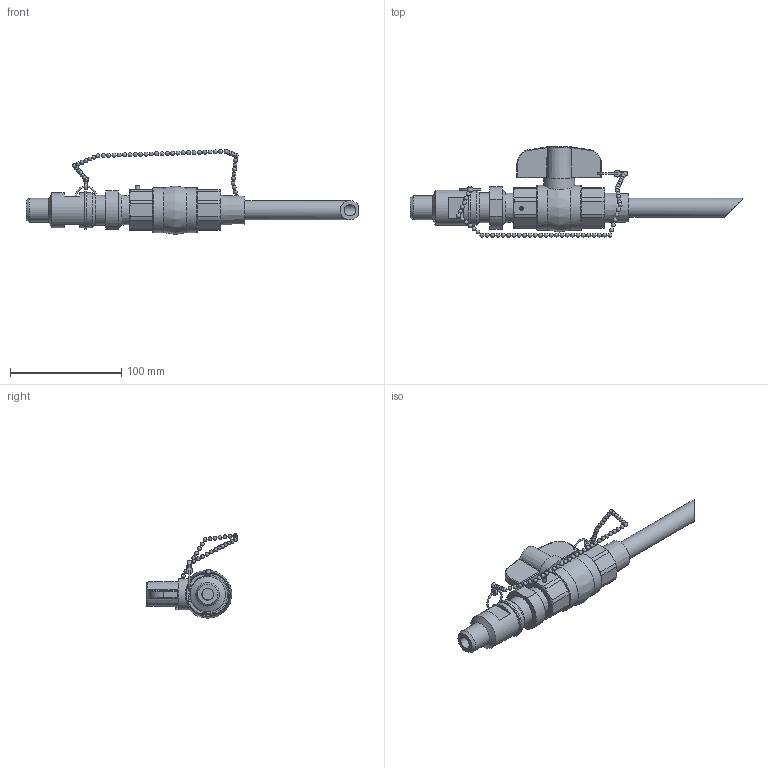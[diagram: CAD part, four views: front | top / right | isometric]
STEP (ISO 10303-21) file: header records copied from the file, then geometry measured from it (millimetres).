
FILE_DESCRIPTION((''),'2;1');
FILE_NAME('CS-50A75A-4IA-AAA_R0.stp','2017-08-01T08:53:33',('salesdesk5'),(''),'Autodesk Inventor 2009','Autodesk Inventor 2009','');
FILE_SCHEMA(('AUTOMOTIVE_DESIGN { 1 0 10303 214 1 1 1 1 }'));
Length unit declared in the file: inch
Products named in the file (1): CS-50A75A-4IA-AAA_R0
Bounding box: 298.45 x 81.38 x 76.27 mm (x, y, z)
Volume: 204897.2 mm3; surface area: 46734.7 mm2
Topology: 1 solids, 3 shells, 364 faces, 876 edges, 528 vertices
Faces by surface type: bspline 127, plane 95, sphere 59, cylinder 57, torus 14, cone 12
Full cylindrical faces by diameter (mm): 2.5 x1, 3.81 x2, 10.236 x2, 10.744 x1, 14.3 x1, 17.145 x1, 21.336 x1, 24.638 x1, 26.67 x2, 28.194 x1, 28.956 x1, 31.75 x2, 40.259 x2
Entity records: 12431 total; most frequent: CARTESIAN_POINT 5071, DIRECTION 1386, ORIENTED_EDGE 1364, EDGE_CURVE 682, AXIS2_PLACEMENT_3D 567, EDGE_LOOP 542, VERTEX_POINT 488, FACE_OUTER_BOUND 364
